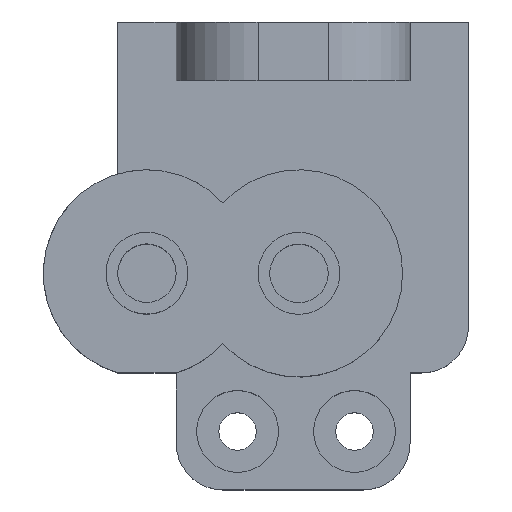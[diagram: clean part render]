
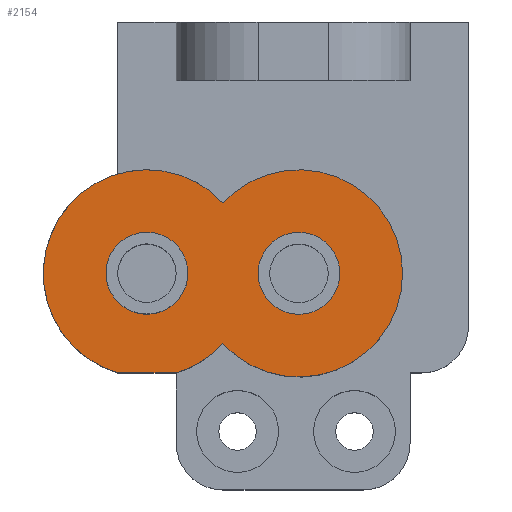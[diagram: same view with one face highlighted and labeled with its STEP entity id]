
A CAD part, top view. The second image highlights one B-rep face of the part: STEP entity #2154.
In plain terms, the highlighted planar face has unit normal (0, 0, 1).
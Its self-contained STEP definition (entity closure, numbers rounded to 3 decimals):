
#727 = CYLINDRICAL_SURFACE('',#728,8.86);
#728 = AXIS2_PLACEMENT_3D('',#729,#730,#731);
#729 = CARTESIAN_POINT('',(-12.5,-6.5,5.));
#730 = DIRECTION('',(-0.,-0.,-1.));
#731 = DIRECTION('',(1.,0.,0.));
#760 = CYLINDRICAL_SURFACE('',#761,8.86);
#761 = AXIS2_PLACEMENT_3D('',#762,#763,#764);
#762 = CARTESIAN_POINT('',(0.5,-6.5,5.));
#763 = DIRECTION('',(-0.,-0.,-1.));
#764 = DIRECTION('',(1.,0.,0.));
#793 = CYLINDRICAL_SURFACE('',#794,8.86);
#794 = AXIS2_PLACEMENT_3D('',#795,#796,#797);
#795 = CARTESIAN_POINT('',(-12.5,-6.5,5.));
#796 = DIRECTION('',(-0.,-0.,-1.));
#797 = DIRECTION('',(1.,0.,0.));
#1627 = VERTEX_POINT('',#1628);
#1628 = CARTESIAN_POINT('',(-6.,-0.48,15.));
#1649 = EDGE_CURVE('',#1627,#1650,#1652,.T.);
#1650 = VERTEX_POINT('',#1651);
#1651 = CARTESIAN_POINT('',(-15.,-15.,15.));
#1652 = SURFACE_CURVE('',#1653,(#1658,#1665),.PCURVE_S1.);
#1653 = CIRCLE('',#1654,8.86);
#1654 = AXIS2_PLACEMENT_3D('',#1655,#1656,#1657);
#1655 = CARTESIAN_POINT('',(-12.5,-6.5,15.));
#1656 = DIRECTION('',(0.,0.,1.));
#1657 = DIRECTION('',(1.,0.,0.));
#1658 = PCURVE('',#793,#1659);
#1659 = DEFINITIONAL_REPRESENTATION('',(#1660),#1664);
#1660 = LINE('',#1661,#1662);
#1661 = CARTESIAN_POINT('',(-0.,-10.));
#1662 = VECTOR('',#1663,1.);
#1663 = DIRECTION('',(-1.,0.));
#1664 = ( GEOMETRIC_REPRESENTATION_CONTEXT(2) 
PARAMETRIC_REPRESENTATION_CONTEXT() REPRESENTATION_CONTEXT('2D SPACE',''
  ) );
#1665 = PCURVE('',#1666,#1671);
#1666 = PLANE('',#1667);
#1667 = AXIS2_PLACEMENT_3D('',#1668,#1669,#1670);
#1668 = CARTESIAN_POINT('',(-6.302,-6.66,15.));
#1669 = DIRECTION('',(0.,0.,1.));
#1670 = DIRECTION('',(1.,0.,0.));
#1671 = DEFINITIONAL_REPRESENTATION('',(#1672),#1676);
#1672 = CIRCLE('',#1673,8.86);
#1673 = AXIS2_PLACEMENT_2D('',#1674,#1675);
#1674 = CARTESIAN_POINT('',(-6.198,0.16));
#1675 = DIRECTION('',(1.,0.));
#1676 = ( GEOMETRIC_REPRESENTATION_CONTEXT(2) 
PARAMETRIC_REPRESENTATION_CONTEXT() REPRESENTATION_CONTEXT('2D SPACE',''
  ) );
#1694 = PLANE('',#1695);
#1695 = AXIS2_PLACEMENT_3D('',#1696,#1697,#1698);
#1696 = CARTESIAN_POINT('',(-15.,-15.,5.));
#1697 = DIRECTION('',(0.,1.,0.));
#1698 = DIRECTION('',(1.,0.,0.));
#1733 = VERTEX_POINT('',#1734);
#1734 = CARTESIAN_POINT('',(-6.,-12.52,15.));
#1755 = EDGE_CURVE('',#1733,#1627,#1756,.T.);
#1756 = SURFACE_CURVE('',#1757,(#1762,#1769),.PCURVE_S1.);
#1757 = CIRCLE('',#1758,8.86);
#1758 = AXIS2_PLACEMENT_3D('',#1759,#1760,#1761);
#1759 = CARTESIAN_POINT('',(0.5,-6.5,15.));
#1760 = DIRECTION('',(0.,0.,1.));
#1761 = DIRECTION('',(1.,0.,0.));
#1762 = PCURVE('',#760,#1763);
#1763 = DEFINITIONAL_REPRESENTATION('',(#1764),#1768);
#1764 = LINE('',#1765,#1766);
#1765 = CARTESIAN_POINT('',(-0.,-10.));
#1766 = VECTOR('',#1767,1.);
#1767 = DIRECTION('',(-1.,0.));
#1768 = ( GEOMETRIC_REPRESENTATION_CONTEXT(2) 
PARAMETRIC_REPRESENTATION_CONTEXT() REPRESENTATION_CONTEXT('2D SPACE',''
  ) );
#1769 = PCURVE('',#1666,#1770);
#1770 = DEFINITIONAL_REPRESENTATION('',(#1771),#1775);
#1771 = CIRCLE('',#1772,8.86);
#1772 = AXIS2_PLACEMENT_2D('',#1773,#1774);
#1773 = CARTESIAN_POINT('',(6.802,0.16));
#1774 = DIRECTION('',(1.,0.));
#1775 = ( GEOMETRIC_REPRESENTATION_CONTEXT(2) 
PARAMETRIC_REPRESENTATION_CONTEXT() REPRESENTATION_CONTEXT('2D SPACE',''
  ) );
#1783 = VERTEX_POINT('',#1784);
#1784 = CARTESIAN_POINT('',(-10.,-15.,15.));
#1805 = EDGE_CURVE('',#1783,#1733,#1806,.T.);
#1806 = SURFACE_CURVE('',#1807,(#1812,#1819),.PCURVE_S1.);
#1807 = CIRCLE('',#1808,8.86);
#1808 = AXIS2_PLACEMENT_3D('',#1809,#1810,#1811);
#1809 = CARTESIAN_POINT('',(-12.5,-6.5,15.));
#1810 = DIRECTION('',(0.,0.,1.));
#1811 = DIRECTION('',(1.,0.,0.));
#1812 = PCURVE('',#727,#1813);
#1813 = DEFINITIONAL_REPRESENTATION('',(#1814),#1818);
#1814 = LINE('',#1815,#1816);
#1815 = CARTESIAN_POINT('',(-0.,-10.));
#1816 = VECTOR('',#1817,1.);
#1817 = DIRECTION('',(-1.,0.));
#1818 = ( GEOMETRIC_REPRESENTATION_CONTEXT(2) 
PARAMETRIC_REPRESENTATION_CONTEXT() REPRESENTATION_CONTEXT('2D SPACE',''
  ) );
#1819 = PCURVE('',#1666,#1820);
#1820 = DEFINITIONAL_REPRESENTATION('',(#1821),#1825);
#1821 = CIRCLE('',#1822,8.86);
#1822 = AXIS2_PLACEMENT_2D('',#1823,#1824);
#1823 = CARTESIAN_POINT('',(-6.198,0.16));
#1824 = DIRECTION('',(1.,0.));
#1825 = ( GEOMETRIC_REPRESENTATION_CONTEXT(2) 
PARAMETRIC_REPRESENTATION_CONTEXT() REPRESENTATION_CONTEXT('2D SPACE',''
  ) );
#2132 = EDGE_CURVE('',#1650,#1783,#2133,.T.);
#2133 = SURFACE_CURVE('',#2134,(#2138,#2145),.PCURVE_S1.);
#2134 = LINE('',#2135,#2136);
#2135 = CARTESIAN_POINT('',(-15.,-15.,15.));
#2136 = VECTOR('',#2137,1.);
#2137 = DIRECTION('',(1.,0.,0.));
#2138 = PCURVE('',#1694,#2139);
#2139 = DEFINITIONAL_REPRESENTATION('',(#2140),#2144);
#2140 = LINE('',#2141,#2142);
#2141 = CARTESIAN_POINT('',(0.,-10.));
#2142 = VECTOR('',#2143,1.);
#2143 = DIRECTION('',(1.,0.));
#2144 = ( GEOMETRIC_REPRESENTATION_CONTEXT(2) 
PARAMETRIC_REPRESENTATION_CONTEXT() REPRESENTATION_CONTEXT('2D SPACE',''
  ) );
#2145 = PCURVE('',#1666,#2146);
#2146 = DEFINITIONAL_REPRESENTATION('',(#2147),#2151);
#2147 = LINE('',#2148,#2149);
#2148 = CARTESIAN_POINT('',(-8.698,-8.339));
#2149 = VECTOR('',#2150,1.);
#2150 = DIRECTION('',(1.,0.));
#2151 = ( GEOMETRIC_REPRESENTATION_CONTEXT(2) 
PARAMETRIC_REPRESENTATION_CONTEXT() REPRESENTATION_CONTEXT('2D SPACE',''
  ) );
#2154 = ADVANCED_FACE('',(#2155,#2161,#2196),#1666,.T.);
#2155 = FACE_BOUND('',#2156,.T.);
#2156 = EDGE_LOOP('',(#2157,#2158,#2159,#2160));
#2157 = ORIENTED_EDGE('',*,*,#1805,.T.);
#2158 = ORIENTED_EDGE('',*,*,#1755,.T.);
#2159 = ORIENTED_EDGE('',*,*,#1649,.T.);
#2160 = ORIENTED_EDGE('',*,*,#2132,.T.);
#2161 = FACE_BOUND('',#2162,.T.);
#2162 = EDGE_LOOP('',(#2163));
#2163 = ORIENTED_EDGE('',*,*,#2164,.T.);
#2164 = EDGE_CURVE('',#2165,#2165,#2167,.T.);
#2165 = VERTEX_POINT('',#2166);
#2166 = CARTESIAN_POINT('',(-9.,-6.5,15.));
#2167 = SURFACE_CURVE('',#2168,(#2173,#2184),.PCURVE_S1.);
#2168 = CIRCLE('',#2169,3.5);
#2169 = AXIS2_PLACEMENT_3D('',#2170,#2171,#2172);
#2170 = CARTESIAN_POINT('',(-12.5,-6.5,15.));
#2171 = DIRECTION('',(0.,0.,-1.));
#2172 = DIRECTION('',(1.,0.,0.));
#2173 = PCURVE('',#1666,#2174);
#2174 = DEFINITIONAL_REPRESENTATION('',(#2175),#2183);
#2175 = ( BOUNDED_CURVE() B_SPLINE_CURVE(2,(#2176,#2177,#2178,#2179,
#2180,#2181,#2182),.UNSPECIFIED.,.T.,.F.) B_SPLINE_CURVE_WITH_KNOTS((1,2
    ,2,2,2,1),(-2.094,0.,2.094,4.189,
6.283,8.378),.UNSPECIFIED.) CURVE() 
GEOMETRIC_REPRESENTATION_ITEM() RATIONAL_B_SPLINE_CURVE((1.,0.5,1.,0.5,
1.,0.5,1.)) REPRESENTATION_ITEM('') );
#2176 = CARTESIAN_POINT('',(-2.698,0.16));
#2177 = CARTESIAN_POINT('',(-2.698,-5.902));
#2178 = CARTESIAN_POINT('',(-7.948,-2.871));
#2179 = CARTESIAN_POINT('',(-13.198,0.16));
#2180 = CARTESIAN_POINT('',(-7.948,3.192));
#2181 = CARTESIAN_POINT('',(-2.698,6.223));
#2182 = CARTESIAN_POINT('',(-2.698,0.16));
#2183 = ( GEOMETRIC_REPRESENTATION_CONTEXT(2) 
PARAMETRIC_REPRESENTATION_CONTEXT() REPRESENTATION_CONTEXT('2D SPACE',''
  ) );
#2184 = PCURVE('',#2185,#2190);
#2185 = CYLINDRICAL_SURFACE('',#2186,3.5);
#2186 = AXIS2_PLACEMENT_3D('',#2187,#2188,#2189);
#2187 = CARTESIAN_POINT('',(-12.5,-6.5,5.));
#2188 = DIRECTION('',(-0.,-0.,-1.));
#2189 = DIRECTION('',(1.,0.,0.));
#2190 = DEFINITIONAL_REPRESENTATION('',(#2191),#2195);
#2191 = LINE('',#2192,#2193);
#2192 = CARTESIAN_POINT('',(-6.283,-10.));
#2193 = VECTOR('',#2194,1.);
#2194 = DIRECTION('',(1.,-0.));
#2195 = ( GEOMETRIC_REPRESENTATION_CONTEXT(2) 
PARAMETRIC_REPRESENTATION_CONTEXT() REPRESENTATION_CONTEXT('2D SPACE',''
  ) );
#2196 = FACE_BOUND('',#2197,.T.);
#2197 = EDGE_LOOP('',(#2198));
#2198 = ORIENTED_EDGE('',*,*,#2199,.T.);
#2199 = EDGE_CURVE('',#2200,#2200,#2202,.T.);
#2200 = VERTEX_POINT('',#2201);
#2201 = CARTESIAN_POINT('',(4.,-6.5,15.));
#2202 = SURFACE_CURVE('',#2203,(#2208,#2219),.PCURVE_S1.);
#2203 = CIRCLE('',#2204,3.5);
#2204 = AXIS2_PLACEMENT_3D('',#2205,#2206,#2207);
#2205 = CARTESIAN_POINT('',(0.5,-6.5,15.));
#2206 = DIRECTION('',(0.,0.,-1.));
#2207 = DIRECTION('',(1.,0.,0.));
#2208 = PCURVE('',#1666,#2209);
#2209 = DEFINITIONAL_REPRESENTATION('',(#2210),#2218);
#2210 = ( BOUNDED_CURVE() B_SPLINE_CURVE(2,(#2211,#2212,#2213,#2214,
#2215,#2216,#2217),.UNSPECIFIED.,.T.,.F.) B_SPLINE_CURVE_WITH_KNOTS((1,2
    ,2,2,2,1),(-2.094,0.,2.094,4.189,
6.283,8.378),.UNSPECIFIED.) CURVE() 
GEOMETRIC_REPRESENTATION_ITEM() RATIONAL_B_SPLINE_CURVE((1.,0.5,1.,0.5,
1.,0.5,1.)) REPRESENTATION_ITEM('') );
#2211 = CARTESIAN_POINT('',(10.302,0.16));
#2212 = CARTESIAN_POINT('',(10.302,-5.902));
#2213 = CARTESIAN_POINT('',(5.052,-2.871));
#2214 = CARTESIAN_POINT('',(-0.198,0.16));
#2215 = CARTESIAN_POINT('',(5.052,3.192));
#2216 = CARTESIAN_POINT('',(10.302,6.223));
#2217 = CARTESIAN_POINT('',(10.302,0.16));
#2218 = ( GEOMETRIC_REPRESENTATION_CONTEXT(2) 
PARAMETRIC_REPRESENTATION_CONTEXT() REPRESENTATION_CONTEXT('2D SPACE',''
  ) );
#2219 = PCURVE('',#2220,#2225);
#2220 = CYLINDRICAL_SURFACE('',#2221,3.5);
#2221 = AXIS2_PLACEMENT_3D('',#2222,#2223,#2224);
#2222 = CARTESIAN_POINT('',(0.5,-6.5,5.));
#2223 = DIRECTION('',(-0.,-0.,-1.));
#2224 = DIRECTION('',(1.,0.,0.));
#2225 = DEFINITIONAL_REPRESENTATION('',(#2226),#2230);
#2226 = LINE('',#2227,#2228);
#2227 = CARTESIAN_POINT('',(-6.283,-10.));
#2228 = VECTOR('',#2229,1.);
#2229 = DIRECTION('',(1.,-0.));
#2230 = ( GEOMETRIC_REPRESENTATION_CONTEXT(2) 
PARAMETRIC_REPRESENTATION_CONTEXT() REPRESENTATION_CONTEXT('2D SPACE',''
  ) );
